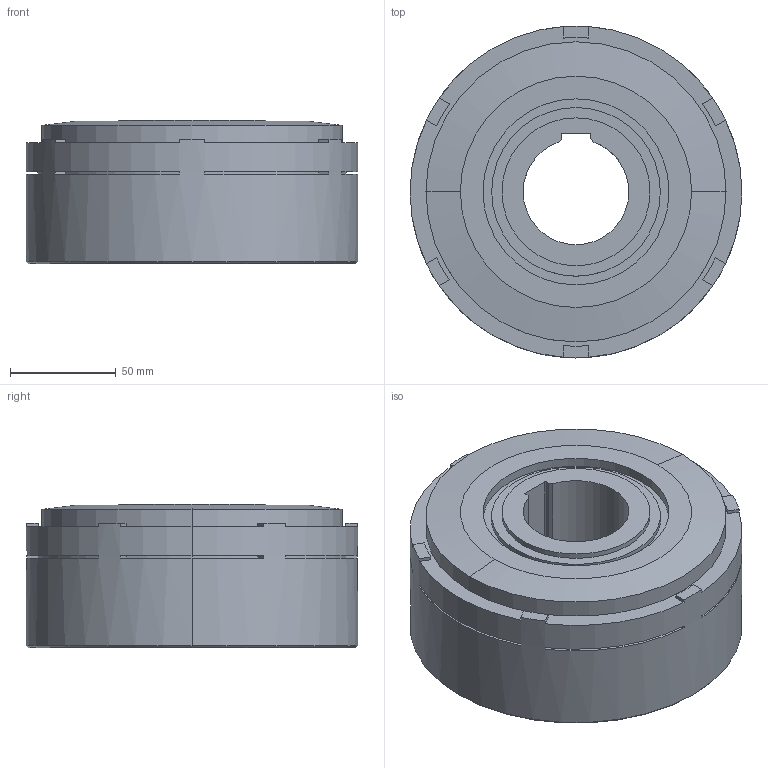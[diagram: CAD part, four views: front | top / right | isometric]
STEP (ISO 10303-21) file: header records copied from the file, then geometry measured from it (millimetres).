
FILE_DESCRIPTION (( 'STEP AP203' ), '1' );
FILE_NAME ('MDB 20N_23666900(‚P‘Ì).STEP', '2016-03-04T02:15:48', ( ' ' ), ( '' ), 'SwSTEP 2.0', 'SolidWorks 2009', '' );
FILE_SCHEMA (( 'CONFIG_CONTROL_DESIGN' ));
Length unit declared in the file: millimetre
Products named in the file (1): MDB 20N_23666900(１体)
Bounding box: 157 x 157 x 68 mm (x, y, z)
Volume: 1013736.1 mm3; surface area: 96768.1 mm2
Topology: 1 solids, 1 shells, 123 faces, 297 edges, 196 vertices
Faces by surface type: plane 65, cylinder 52, cone 6
Entity records: 3722 total; most frequent: DIRECTION 683, CARTESIAN_POINT 617, ORIENTED_EDGE 594, EDGE_CURVE 297, AXIS2_PLACEMENT_3D 262, VERTEX_POINT 196, VECTOR 159, LINE 159
